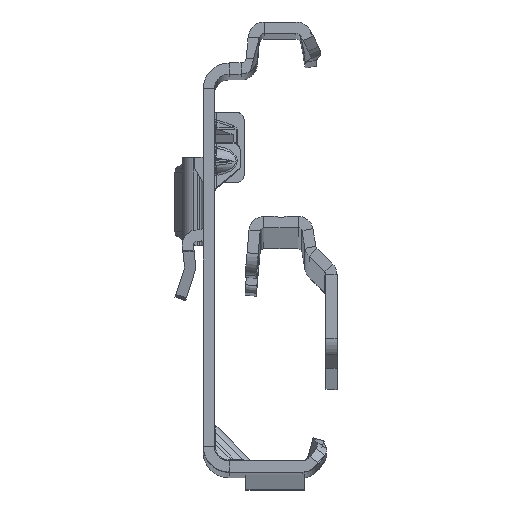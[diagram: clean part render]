
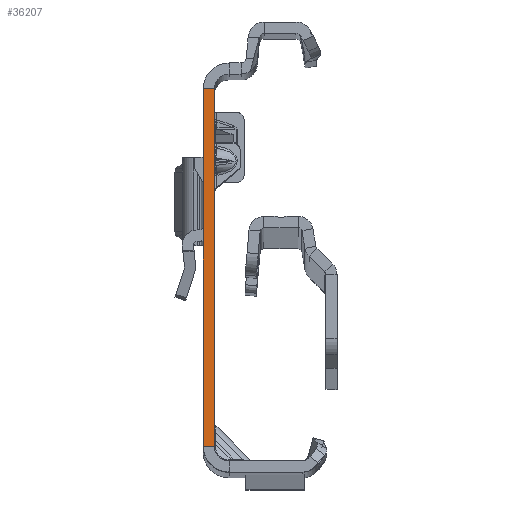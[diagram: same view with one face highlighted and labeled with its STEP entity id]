
A CAD part, top view. The second image highlights one B-rep face of the part: STEP entity #36207.
In plain terms, the highlighted planar face has unit normal (0, 0, 1).
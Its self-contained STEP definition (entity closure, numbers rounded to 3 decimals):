
#4282 = EDGE_CURVE ( 'NONE', #32498, #5842, #26153, .T. ) ;
#5842 = VERTEX_POINT ( 'NONE', #8253 ) ;
#5920 = VECTOR ( 'NONE', #7649, 1000. ) ;
#6235 = VERTEX_POINT ( 'NONE', #19455 ) ;
#7171 = VECTOR ( 'NONE', #23436, 1000. ) ;
#7649 = DIRECTION ( 'NONE',  ( -1., 0., 0. ) ) ;
#8253 = CARTESIAN_POINT ( 'NONE',  ( 0., -25.865, 0. ) ) ;
#8794 = AXIS2_PLACEMENT_3D ( 'NONE', #11724, #8824, #20236 ) ;
#8824 = DIRECTION ( 'NONE',  ( 0., 0., 1. ) ) ;
#10103 = ORIENTED_EDGE ( 'NONE', *, *, #22507, .T. ) ;
#11724 = CARTESIAN_POINT ( 'NONE',  ( -1.5, -27.865, 0. ) ) ;
#11977 = FACE_OUTER_BOUND ( 'NONE', #43750, .T. ) ;
#12713 = CARTESIAN_POINT ( 'NONE',  ( 0., 22.135, 0. ) ) ;
#17817 = VERTEX_POINT ( 'NONE', #27717 ) ;
#19455 = CARTESIAN_POINT ( 'NONE',  ( -1.5, -25.865, 0. ) ) ;
#20236 = DIRECTION ( 'NONE',  ( 1., 0., 0. ) ) ;
#20622 = LINE ( 'NONE', #27947, #29739 ) ;
#22507 = EDGE_CURVE ( 'NONE', #32498, #17817, #33444, .T. ) ;
#23191 = CARTESIAN_POINT ( 'NONE',  ( 0., 22.135, 0. ) ) ;
#23436 = DIRECTION ( 'NONE',  ( -1., 0., 0. ) ) ;
#26153 = LINE ( 'NONE', #30058, #42919 ) ;
#27717 = CARTESIAN_POINT ( 'NONE',  ( -1.5, 22.135, 0. ) ) ;
#27947 = CARTESIAN_POINT ( 'NONE',  ( -1.5, -27.865, 0. ) ) ;
#29739 = VECTOR ( 'NONE', #30877, 1000. ) ;
#30058 = CARTESIAN_POINT ( 'NONE',  ( 0., -27.865, 0. ) ) ;
#30268 = LINE ( 'NONE', #38281, #7171 ) ;
#30877 = DIRECTION ( 'NONE',  ( 0., -1., 0. ) ) ;
#32498 = VERTEX_POINT ( 'NONE', #12713 ) ;
#33444 = LINE ( 'NONE', #23191, #5920 ) ;
#35011 = EDGE_CURVE ( 'NONE', #5842, #6235, #30268, .T. ) ;
#36207 = ADVANCED_FACE ( 'NONE', ( #11977 ), #37981, .T. ) ;
#37329 = DIRECTION ( 'NONE',  ( 0., -1., 0. ) ) ;
#37981 = PLANE ( 'NONE',  #8794 ) ;
#38281 = CARTESIAN_POINT ( 'NONE',  ( 0., -25.865, 0. ) ) ;
#38855 = ORIENTED_EDGE ( 'NONE', *, *, #35011, .F. ) ;
#42919 = VECTOR ( 'NONE', #37329, 1000. ) ;
#43016 = ORIENTED_EDGE ( 'NONE', *, *, #46293, .T. ) ;
#43246 = ORIENTED_EDGE ( 'NONE', *, *, #4282, .F. ) ;
#43750 = EDGE_LOOP ( 'NONE', ( #43246, #10103, #43016, #38855 ) ) ;
#46293 = EDGE_CURVE ( 'NONE', #17817, #6235, #20622, .T. ) ;
